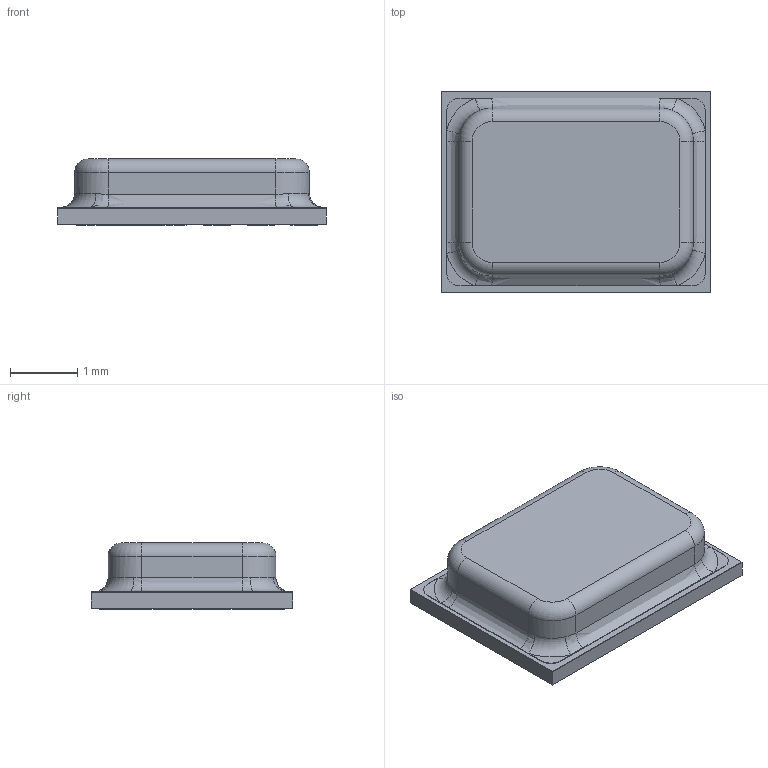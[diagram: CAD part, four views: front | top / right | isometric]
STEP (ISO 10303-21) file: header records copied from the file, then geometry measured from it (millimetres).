
FILE_DESCRIPTION(('FreeCAD Model'),'2;1');
FILE_NAME( 'ICS43432-SoundPressure.step', '2018-06-11T14:42:08',('kicad StepUp'),('ksu MCAD'), 'Open CASCADE STEP processor 7.2','FreeCAD','Unknown');
FILE_SCHEMA(('AUTOMOTIVE_DESIGN_CC2 { 1 2 10303 214 -1 1 5 4 }'));
Length unit declared in the file: millimetre
Products named in the file (1): ICS43432-SoundPressure
Bounding box: 4 x 3 x 0.99 mm (x, y, z)
Volume: 9.2 mm3; surface area: 34.2 mm2
Topology: 1 solids, 1 shells, 92 faces, 211 edges, 131 vertices
Faces by surface type: plane 56, cylinder 16, bspline 12, torus 8
Full cylindrical faces by diameter (mm): 0.35 x2, 1.05 x1, 1.65 x1
Entity records: 3538 total; most frequent: CARTESIAN_POINT 921, ORIENTED_EDGE 422, DIRECTION 382, EDGE_CURVE 211, LINE 132, VECTOR 132, VERTEX_POINT 131, AXIS2_PLACEMENT_3D 125
